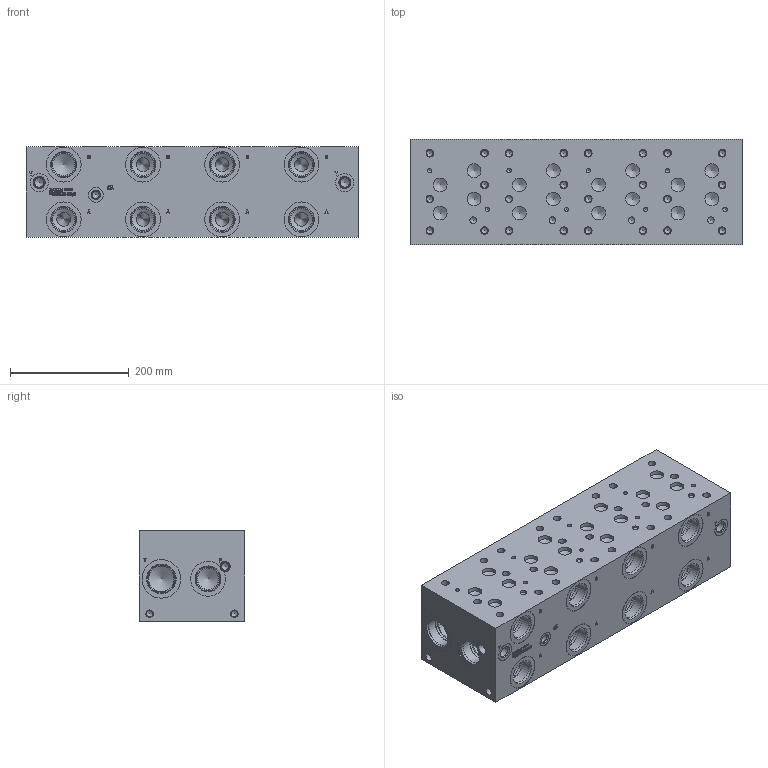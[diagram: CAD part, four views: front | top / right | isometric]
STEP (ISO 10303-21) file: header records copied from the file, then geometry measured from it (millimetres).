
FILE_DESCRIPTION(/* description */ (''),/* implementation_level */ '2;1');
FILE_NAME(/* name */ '_D08HP045S_S.stp',/* time_stamp */ '2020-05-14T11:00:34-04:00',/* author */ ('alexanderw'),/* organization */ (''),/* preprocessor_version */ 'ST-DEVELOPER v17',/* originating_system */ 'Autodesk Inventor 2019',/* authorisation */ '');
FILE_SCHEMA (('AUTOMOTIVE_DESIGN { 1 0 10303 214 3 1 1 }'));
Length unit declared in the file: millimetre
Products named in the file (1): Part_AD08HP045S~S_3D
Bounding box: 558.8 x 177.8 x 152.4 mm (x, y, z)
Volume: 14205883.9 mm3; surface area: 550760.2 mm2
Topology: 1 solids, 1 shells, 977 faces, 2660 edges, 1808 vertices
Faces by surface type: plane 485, bspline 198, cylinder 171, cone 123
Full cylindrical faces by diameter (mm): 7.137 x8, 10.719 x28, 11.125 x4, 12.294 x1, 12.7 x30, 12.9 x1, 14.275 x1, 14.3 x2, 14.529 x1, 15.875 x2, 17.297 x2, 17.501 x2, 19.05 x2, 19.253 x2, 23.012 x16, 25.019 x1, 25.4 x1, 30.632 x2, 31.75 x1, 34.112 x1, 35.712 x2, 35.992 x1, 36.525 x1, 36.906 x8, 39.218 x10, 39.675 x1, 41.275 x8, 41.28 x2, 41.758 x2, 42.875 x2
Entity records: 32375 total; most frequent: CARTESIAN_POINT 7946, ORIENTED_EDGE 5172, DIRECTION 4372, EDGE_CURVE 2586, VERTEX_POINT 1808, LINE 1568, VECTOR 1568, AXIS2_PLACEMENT_3D 1402
